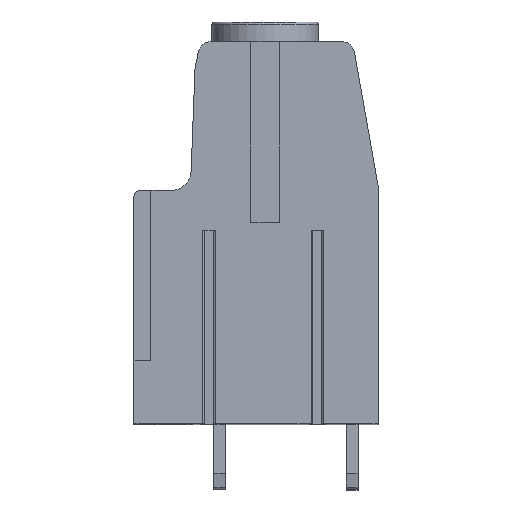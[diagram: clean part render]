
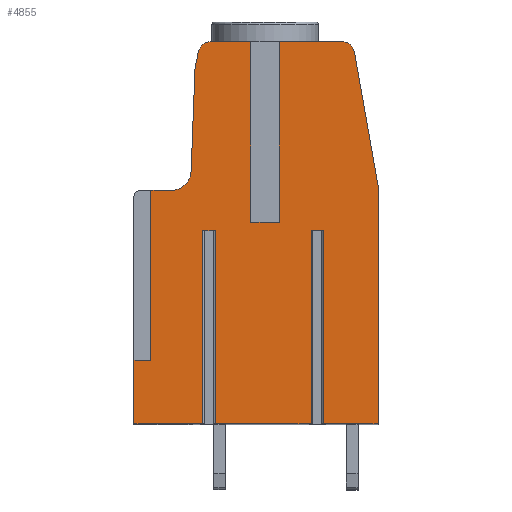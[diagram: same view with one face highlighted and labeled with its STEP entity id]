
A CAD part, top view. The second image highlights one B-rep face of the part: STEP entity #4855.
In plain terms, the highlighted planar face has unit normal (0, 0, 1).
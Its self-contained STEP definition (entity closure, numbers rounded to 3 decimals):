
#16=DIRECTION('',(0.,-1.,0.));
#17=VECTOR('',#16,13.85);
#18=CARTESIAN_POINT('',(1.8,13.9,30.48));
#19=LINE('',#18,#17);
#20=DIRECTION('',(-1.,0.,0.));
#21=VECTOR('',#20,4.762);
#22=CARTESIAN_POINT('',(6.562,13.9,30.48));
#23=LINE('',#22,#21);
#24=CARTESIAN_POINT('',(6.562,12.9,30.48));
#25=DIRECTION('',(0.,0.,1.));
#26=DIRECTION('',(0.985,0.174,0.));
#27=AXIS2_PLACEMENT_3D('',#24,#25,#26);
#29=DIRECTION('',(-0.174,0.985,0.));
#30=VECTOR('',#29,10.381);
#31=CARTESIAN_POINT('',(9.35,2.85,30.48));
#32=LINE('',#31,#30);
#33=DIRECTION('',(0.,1.,0.));
#34=VECTOR('',#33,18.25);
#35=CARTESIAN_POINT('',(9.35,-15.4,30.48));
#36=LINE('',#35,#34);
#37=DIRECTION('',(1.,0.,0.));
#38=VECTOR('',#37,4.173);
#39=CARTESIAN_POINT('',(5.177,-15.4,30.48));
#40=LINE('',#39,#38);
#41=DIRECTION('',(0.,-1.,0.));
#42=VECTOR('',#41,14.8);
#43=CARTESIAN_POINT('',(5.177,-0.6,30.48));
#44=LINE('',#43,#42);
#45=DIRECTION('',(-1.,0.,0.));
#46=VECTOR('',#45,0.955);
#47=CARTESIAN_POINT('',(5.177,-0.6,30.48));
#48=LINE('',#47,#46);
#49=DIRECTION('',(0.,-1.,0.));
#50=VECTOR('',#49,14.8);
#51=CARTESIAN_POINT('',(4.223,-0.6,30.48));
#52=LINE('',#51,#50);
#53=DIRECTION('',(1.,0.,0.));
#54=VECTOR('',#53,7.345);
#55=CARTESIAN_POINT('',(-3.123,-15.4,30.48));
#56=LINE('',#55,#54);
#57=DIRECTION('',(0.,-1.,0.));
#58=VECTOR('',#57,14.8);
#59=CARTESIAN_POINT('',(-3.123,-0.6,30.48));
#60=LINE('',#59,#58);
#61=DIRECTION('',(-1.,0.,0.));
#62=VECTOR('',#61,0.955);
#63=CARTESIAN_POINT('',(-3.123,-0.6,30.48));
#64=LINE('',#63,#62);
#65=DIRECTION('',(0.,-1.,0.));
#66=VECTOR('',#65,14.8);
#67=CARTESIAN_POINT('',(-4.077,-0.6,30.48));
#68=LINE('',#67,#66);
#69=DIRECTION('',(1.,0.,0.));
#70=VECTOR('',#69,5.273);
#71=CARTESIAN_POINT('',(-9.35,-15.4,30.48));
#72=LINE('',#71,#70);
#73=DIRECTION('',(0.,-1.,0.));
#74=VECTOR('',#73,4.9);
#75=CARTESIAN_POINT('',(-9.35,-10.5,30.48));
#76=LINE('',#75,#74);
#77=DIRECTION('',(1.,0.,0.));
#78=VECTOR('',#77,1.3);
#79=CARTESIAN_POINT('',(-9.35,-10.5,30.48));
#80=LINE('',#79,#78);
#81=DIRECTION('',(0.,1.,0.));
#82=VECTOR('',#81,13.);
#83=CARTESIAN_POINT('',(-8.05,-10.5,30.48));
#84=LINE('',#83,#82);
#85=DIRECTION('',(-1.,0.,0.));
#86=VECTOR('',#85,1.578);
#87=CARTESIAN_POINT('',(-6.472,2.5,30.48));
#88=LINE('',#87,#86);
#89=CARTESIAN_POINT('',(-6.472,4.,30.48));
#90=DIRECTION('',(0.,0.,-1.));
#91=DIRECTION('',(0.999,-0.038,0.));
#92=AXIS2_PLACEMENT_3D('',#89,#90,#91);
#94=DIRECTION('',(-0.038,-0.999,0.));
#95=VECTOR('',#94,7.704);
#96=CARTESIAN_POINT('',(-4.681,11.641,30.48));
#97=LINE('',#96,#95);
#98=CARTESIAN_POINT('',(-1.683,11.527,30.48));
#99=DIRECTION('',(0.,0.,1.));
#100=DIRECTION('',(-0.978,0.208,0.));
#101=AXIS2_PLACEMENT_3D('',#98,#99,#100);
#103=DIRECTION('',(-0.208,-0.978,0.));
#104=VECTOR('',#103,0.978);
#105=CARTESIAN_POINT('',(-4.414,13.108,30.48));
#106=LINE('',#105,#104);
#107=CARTESIAN_POINT('',(-3.436,12.9,30.48));
#108=DIRECTION('',(0.,0.,1.));
#109=DIRECTION('',(0.,1.,0.));
#110=AXIS2_PLACEMENT_3D('',#107,#108,#109);
#112=DIRECTION('',(-1.,0.,0.));
#113=VECTOR('',#112,3.036);
#114=CARTESIAN_POINT('',(-0.4,13.9,30.48));
#115=LINE('',#114,#113);
#116=DIRECTION('',(0.,-1.,0.));
#117=VECTOR('',#116,13.85);
#118=CARTESIAN_POINT('',(-0.4,13.9,30.48));
#119=LINE('',#118,#117);
#120=DIRECTION('',(1.,0.,0.));
#121=VECTOR('',#120,2.2);
#122=CARTESIAN_POINT('',(-0.4,0.05,30.48));
#123=LINE('',#122,#121);
#3712=CARTESIAN_POINT('',(9.35,-15.4,30.48));
#3713=CARTESIAN_POINT('',(9.35,2.85,30.48));
#3714=VERTEX_POINT('',#3712);
#3715=VERTEX_POINT('',#3713);
#3716=CARTESIAN_POINT('',(7.547,13.074,30.48));
#3717=VERTEX_POINT('',#3716);
#3718=CARTESIAN_POINT('',(6.562,13.9,30.48));
#3719=VERTEX_POINT('',#3718);
#3720=CARTESIAN_POINT('',(-3.436,13.9,30.48));
#3721=CARTESIAN_POINT('',(-4.414,13.108,30.48));
#3722=VERTEX_POINT('',#3720);
#3723=VERTEX_POINT('',#3721);
#3724=CARTESIAN_POINT('',(-4.617,12.151,30.48));
#3725=VERTEX_POINT('',#3724);
#3726=CARTESIAN_POINT('',(-4.681,11.641,30.48));
#3727=VERTEX_POINT('',#3726);
#3728=CARTESIAN_POINT('',(-4.973,3.943,30.48));
#3729=VERTEX_POINT('',#3728);
#3730=CARTESIAN_POINT('',(-6.472,2.5,30.48));
#3731=VERTEX_POINT('',#3730);
#3848=CARTESIAN_POINT('',(5.177,-15.4,30.48));
#3849=VERTEX_POINT('',#3848);
#3851=CARTESIAN_POINT('',(4.223,-15.4,30.48));
#3853=VERTEX_POINT('',#3851);
#3864=CARTESIAN_POINT('',(-3.123,-15.4,30.48));
#3865=VERTEX_POINT('',#3864);
#3867=CARTESIAN_POINT('',(-4.077,-15.4,30.48));
#3869=VERTEX_POINT('',#3867);
#3874=CARTESIAN_POINT('',(5.177,-0.6,30.48));
#3875=CARTESIAN_POINT('',(4.223,-0.6,30.48));
#3876=VERTEX_POINT('',#3874);
#3877=VERTEX_POINT('',#3875);
#3878=CARTESIAN_POINT('',(-3.123,-0.6,30.48));
#3879=CARTESIAN_POINT('',(-4.077,-0.6,30.48));
#3880=VERTEX_POINT('',#3878);
#3881=VERTEX_POINT('',#3879);
#3882=CARTESIAN_POINT('',(-9.35,-15.4,30.48));
#3883=VERTEX_POINT('',#3882);
#4104=CARTESIAN_POINT('',(-9.35,-10.5,30.48));
#4105=CARTESIAN_POINT('',(-8.05,-10.5,30.48));
#4106=VERTEX_POINT('',#4104);
#4107=VERTEX_POINT('',#4105);
#4108=CARTESIAN_POINT('',(-8.05,2.5,30.48));
#4109=VERTEX_POINT('',#4108);
#4220=CARTESIAN_POINT('',(1.8,13.9,30.48));
#4221=CARTESIAN_POINT('',(1.8,0.05,30.48));
#4222=VERTEX_POINT('',#4220);
#4223=VERTEX_POINT('',#4221);
#4224=CARTESIAN_POINT('',(-0.4,13.9,30.48));
#4225=CARTESIAN_POINT('',(-0.4,0.05,30.48));
#4226=VERTEX_POINT('',#4224);
#4227=VERTEX_POINT('',#4225);
#4796=CARTESIAN_POINT('',(0.,0.,30.48));
#4797=DIRECTION('',(0.,0.,1.));
#4798=DIRECTION('',(1.,0.,0.));
#4799=AXIS2_PLACEMENT_3D('',#4796,#4797,#4798);
#4800=PLANE('',#4799);
#4802=ORIENTED_EDGE('',*,*,#4801,.F.);
#4804=ORIENTED_EDGE('',*,*,#4803,.F.);
#4806=ORIENTED_EDGE('',*,*,#4805,.F.);
#4808=ORIENTED_EDGE('',*,*,#4807,.F.);
#4810=ORIENTED_EDGE('',*,*,#4809,.F.);
#4812=ORIENTED_EDGE('',*,*,#4811,.F.);
#4814=ORIENTED_EDGE('',*,*,#4813,.F.);
#4816=ORIENTED_EDGE('',*,*,#4815,.T.);
#4818=ORIENTED_EDGE('',*,*,#4817,.T.);
#4820=ORIENTED_EDGE('',*,*,#4819,.F.);
#4822=ORIENTED_EDGE('',*,*,#4821,.F.);
#4824=ORIENTED_EDGE('',*,*,#4823,.T.);
#4826=ORIENTED_EDGE('',*,*,#4825,.T.);
#4828=ORIENTED_EDGE('',*,*,#4827,.F.);
#4830=ORIENTED_EDGE('',*,*,#4829,.F.);
#4832=ORIENTED_EDGE('',*,*,#4831,.T.);
#4834=ORIENTED_EDGE('',*,*,#4833,.T.);
#4836=ORIENTED_EDGE('',*,*,#4835,.F.);
#4838=ORIENTED_EDGE('',*,*,#4837,.F.);
#4840=ORIENTED_EDGE('',*,*,#4839,.F.);
#4842=ORIENTED_EDGE('',*,*,#4841,.F.);
#4844=ORIENTED_EDGE('',*,*,#4843,.F.);
#4846=ORIENTED_EDGE('',*,*,#4845,.F.);
#4848=ORIENTED_EDGE('',*,*,#4847,.F.);
#4850=ORIENTED_EDGE('',*,*,#4849,.T.);
#4852=ORIENTED_EDGE('',*,*,#4851,.T.);
#4853=EDGE_LOOP('',(#4802,#4804,#4806,#4808,#4810,#4812,#4814,#4816,#4818,#4820,
#4822,#4824,#4826,#4828,#4830,#4832,#4834,#4836,#4838,#4840,#4842,#4844,#4846,
#4848,#4850,#4852));
#4854=FACE_OUTER_BOUND('',#4853,.F.);
#28=CIRCLE('',#27,1.);
#93=CIRCLE('',#92,1.5);
#102=CIRCLE('',#101,3.);
#111=CIRCLE('',#110,1.);
#4801=EDGE_CURVE('',#4222,#4223,#19,.T.);
#4803=EDGE_CURVE('',#3719,#4222,#23,.T.);
#4805=EDGE_CURVE('',#3717,#3719,#28,.T.);
#4807=EDGE_CURVE('',#3715,#3717,#32,.T.);
#4809=EDGE_CURVE('',#3714,#3715,#36,.T.);
#4811=EDGE_CURVE('',#3849,#3714,#40,.T.);
#4813=EDGE_CURVE('',#3876,#3849,#44,.T.);
#4815=EDGE_CURVE('',#3876,#3877,#48,.T.);
#4817=EDGE_CURVE('',#3877,#3853,#52,.T.);
#4819=EDGE_CURVE('',#3865,#3853,#56,.T.);
#4821=EDGE_CURVE('',#3880,#3865,#60,.T.);
#4823=EDGE_CURVE('',#3880,#3881,#64,.T.);
#4825=EDGE_CURVE('',#3881,#3869,#68,.T.);
#4827=EDGE_CURVE('',#3883,#3869,#72,.T.);
#4829=EDGE_CURVE('',#4106,#3883,#76,.T.);
#4831=EDGE_CURVE('',#4106,#4107,#80,.T.);
#4833=EDGE_CURVE('',#4107,#4109,#84,.T.);
#4835=EDGE_CURVE('',#3731,#4109,#88,.T.);
#4837=EDGE_CURVE('',#3729,#3731,#93,.T.);
#4839=EDGE_CURVE('',#3727,#3729,#97,.T.);
#4841=EDGE_CURVE('',#3725,#3727,#102,.T.);
#4843=EDGE_CURVE('',#3723,#3725,#106,.T.);
#4845=EDGE_CURVE('',#3722,#3723,#111,.T.);
#4847=EDGE_CURVE('',#4226,#3722,#115,.T.);
#4849=EDGE_CURVE('',#4226,#4227,#119,.T.);
#4851=EDGE_CURVE('',#4227,#4223,#123,.T.);
#4855=ADVANCED_FACE('',(#4854),#4800,.T.);
